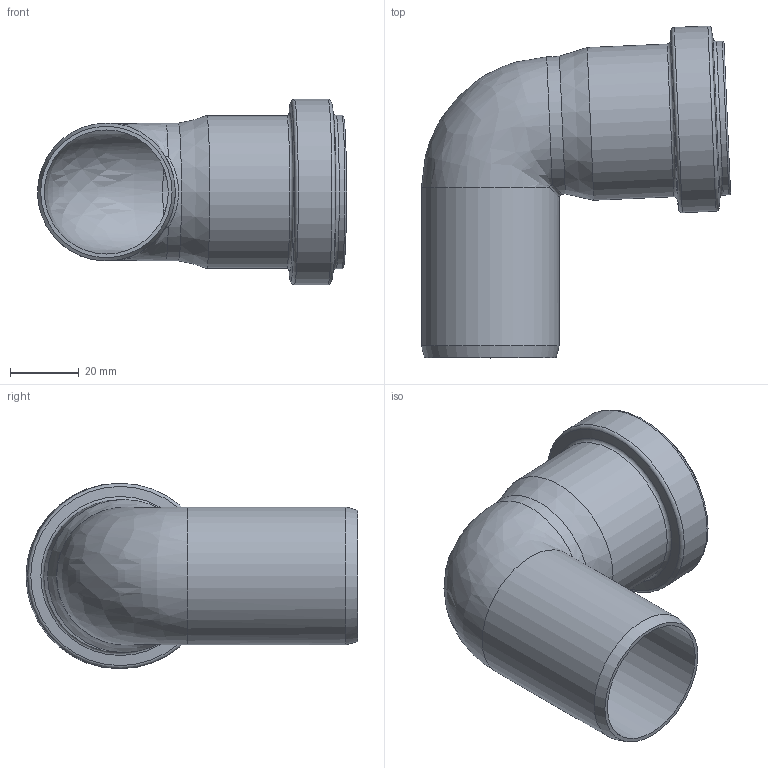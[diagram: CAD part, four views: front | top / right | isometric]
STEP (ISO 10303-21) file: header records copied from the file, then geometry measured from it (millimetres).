
FILE_DESCRIPTION(/* description */ (''),/* implementation_level */ '2;1');
FILE_NAME(/* name */ '559390 HTB DN_OD 40_87° weiß.stp',/* time_stamp */ '2018-01-12T10:19:01+01:00',/* author */ ('user1'),/* organization */ (''),/* preprocessor_version */ 'ST-DEVELOPER v16.1',/* originating_system */ 'Autodesk Inventor 2016',/* authorisation */ '');
FILE_SCHEMA (('AUTOMOTIVE_DESIGN { 1 0 10303 214 3 1 1 }'));
Length unit declared in the file: millimetre
Products named in the file (1): 559390 HTB DN_OD 40_87° weiß
Bounding box: 90.19 x 96.85 x 54.1 mm (x, y, z)
Volume: 32860.4 mm3; surface area: 35383.8 mm2
Topology: 1 solids, 1 shells, 34 faces, 70 edges, 37 vertices
Faces by surface type: cylinder 11, torus 10, cone 7, bspline 3, plane 3
Full cylindrical faces by diameter (mm): 36.2 x2, 40.2 x2, 40.8 x1, 41.1 x2, 44.6 x1, 44.9 x1, 50.3 x1, 54.1 x1
Entity records: 824 total; most frequent: CARTESIAN_POINT 217, DIRECTION 134, ORIENTED_EDGE 74, AXIS2_PLACEMENT_3D 67, EDGE_LOOP 65, EDGE_CURVE 37, FACE_OUTER_BOUND 34, VERTEX_POINT 34
